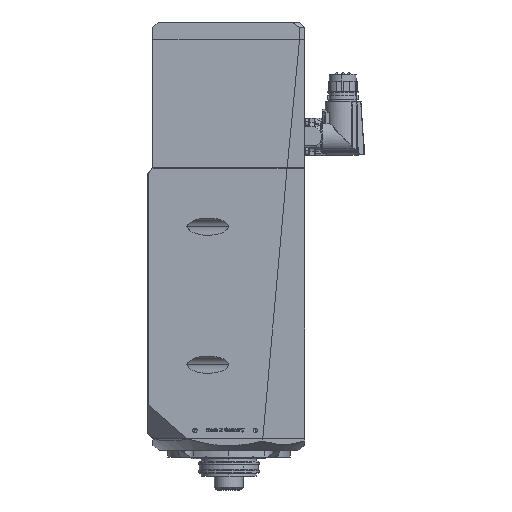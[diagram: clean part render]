
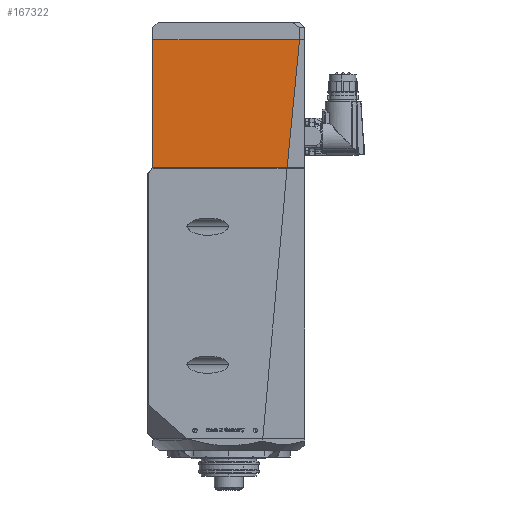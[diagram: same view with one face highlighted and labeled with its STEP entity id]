
A CAD part, left-side view. The second image highlights one B-rep face of the part: STEP entity #167322.
In plain terms, the highlighted planar face has unit normal (-1, 0, 0).
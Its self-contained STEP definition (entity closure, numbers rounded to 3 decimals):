
#1625 = DIRECTION ( 'NONE',  ( 0., -1., 0. ) ) ;
#2257 = CARTESIAN_POINT ( 'NONE',  ( -44., 44., 74.35 ) ) ;
#45292 = CARTESIAN_POINT ( 'NONE',  ( -44., 44., 33. ) ) ;
#46075 = VECTOR ( 'NONE', #124170, 1000. ) ;
#46304 = VERTEX_POINT ( 'NONE', #2257 ) ;
#48425 = ORIENTED_EDGE ( 'NONE', *, *, #139436, .T. ) ;
#49616 = ORIENTED_EDGE ( 'NONE', *, *, #156402, .T. ) ;
#56614 = VERTEX_POINT ( 'NONE', #249838 ) ;
#57175 = DIRECTION ( 'NONE',  ( 0., -1., 0. ) ) ;
#58443 = LINE ( 'NONE', #61003, #202865 ) ;
#61003 = CARTESIAN_POINT ( 'NONE',  ( -44., 44., 0. ) ) ;
#61030 = VECTOR ( 'NONE', #1625, 1000. ) ;
#77907 = LINE ( 'NONE', #235596, #61030 ) ;
#82206 = EDGE_CURVE ( 'NONE', #46304, #56614, #77907, .T. ) ;
#87119 = VECTOR ( 'NONE', #96876, 1000. ) ;
#95622 = CARTESIAN_POINT ( 'NONE',  ( -44., -33.703, -1. ) ) ;
#96876 = DIRECTION ( 'NONE',  ( 0., -0.096, 0.995 ) ) ;
#99545 = DIRECTION ( 'NONE',  ( 0., 1., 0. ) ) ;
#108451 = VERTEX_POINT ( 'NONE', #143057 ) ;
#118298 = AXIS2_PLACEMENT_3D ( 'NONE', #193986, #192753, #99545 ) ;
#124170 = DIRECTION ( 'NONE',  ( 0., 0., -1. ) ) ;
#131603 = VERTEX_POINT ( 'NONE', #162129 ) ;
#133126 = LINE ( 'NONE', #95622, #87119 ) ;
#139436 = EDGE_CURVE ( 'NONE', #46304, #131603, #222464, .T. ) ;
#143057 = CARTESIAN_POINT ( 'NONE',  ( -44., -33.8, 0. ) ) ;
#149181 = ORIENTED_EDGE ( 'NONE', *, *, #208227, .T. ) ;
#156402 = EDGE_CURVE ( 'NONE', #131603, #108451, #58443, .T. ) ;
#162129 = CARTESIAN_POINT ( 'NONE',  ( -44., 44., 0. ) ) ;
#167322 = ADVANCED_FACE ( 'NONE', ( #197834 ), #232841, .F. ) ;
#188555 = ORIENTED_EDGE ( 'NONE', *, *, #82206, .F. ) ;
#192753 = DIRECTION ( 'NONE',  ( 1., 0., 0. ) ) ;
#193986 = CARTESIAN_POINT ( 'NONE',  ( -44., 44., 33. ) ) ;
#197834 = FACE_OUTER_BOUND ( 'NONE', #249063, .T. ) ;
#202865 = VECTOR ( 'NONE', #57175, 1000. ) ;
#208227 = EDGE_CURVE ( 'NONE', #108451, #56614, #133126, .T. ) ;
#222464 = LINE ( 'NONE', #45292, #46075 ) ;
#232841 = PLANE ( 'NONE',  #118298 ) ;
#235596 = CARTESIAN_POINT ( 'NONE',  ( -44., -44., 74.35 ) ) ;
#249063 = EDGE_LOOP ( 'NONE', ( #149181, #188555, #48425, #49616 ) ) ;
#249838 = CARTESIAN_POINT ( 'NONE',  ( -44., -41., 74.35 ) ) ;
